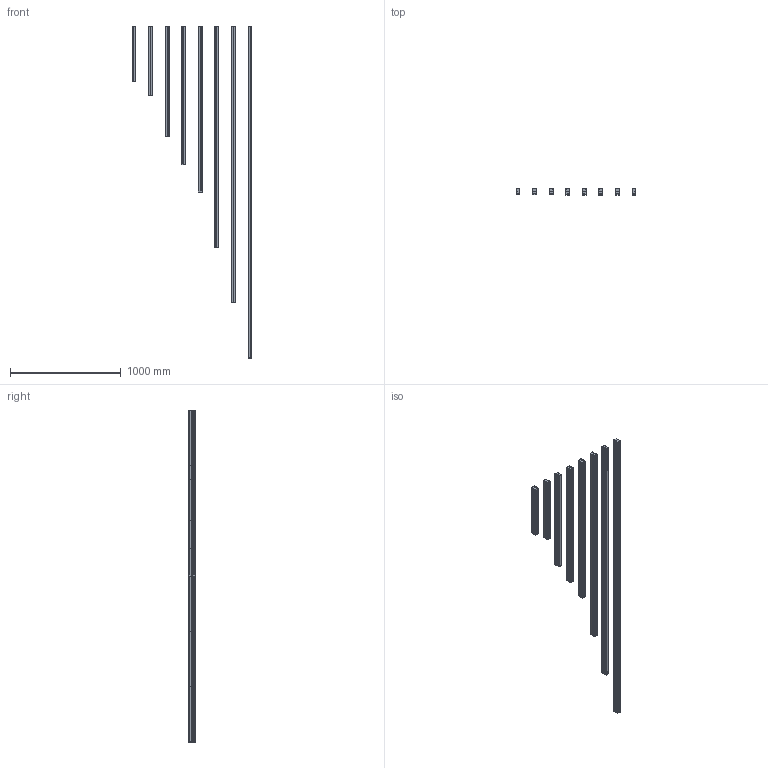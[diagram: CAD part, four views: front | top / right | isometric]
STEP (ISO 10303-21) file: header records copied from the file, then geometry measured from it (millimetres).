
FILE_DESCRIPTION (( 'STEP AP214' ), '1' );
FILE_NAME ('3556 Up_Down FULL MOD.STEP', '2020-07-06T13:13:17', ( '' ), ( '' ), 'SwSTEP 2.0', 'SolidWorks 2018', '' );
FILE_SCHEMA (( 'AUTOMOTIVE_DESIGN' ));
Length unit declared in the file: millimetre
Products named in the file (28): 3556_2500; COVER-35_2000; 3556 Up_Down ASSEMBLY_1000; 3556_2000; 3556 Up_Down FULL MOD; 3556 Up_Down ASSEMBLY_1500; hexa csunk flathd screw_iso_ISO 14581 M2x4x4-N; 3556 Up_Down ASSEMBLY_2000; 3556_1500; COVER-35_500; COVER-35_625; 3556 Up_Down ASSEMBLY_1250; COVER-35_1500; 3556 Up_Down ASSEMBLY_500; 3556_1250; COVER-35_1250; 3556_1000; 3556 Up_Down ASSEMBLY_625; COVER-35_1000; COVER-35_2500; 3556 Up_Down ASSEMBLY_2500; 3556_625; COVER-35_3000; 3556 Up_Down ASSEMBLY_3000; Çåðêàëüíî îòðàçèòü3556_CRV; 3556_500; 3556_3000; 3556_CRV
Assembly tree (72 placements, depth 3):
  3556 Up_Down FULL MOD
    3556 Up_Down ASSEMBLY_500
      3556_500
      hexa csunk flathd screw_iso_ISO 14581 M2x4x4-N  x4
      COVER-35_500
      3556_CRV
      Çåðêàëüíî îòðàçèòü3556_CRV
    3556 Up_Down ASSEMBLY_625
      3556_625
      hexa csunk flathd screw_iso_ISO 14581 M2x4x4-N  x4
      COVER-35_625
      3556_CRV
      Çåðêàëüíî îòðàçèòü3556_CRV
    3556 Up_Down ASSEMBLY_1000
      3556_1000
      hexa csunk flathd screw_iso_ISO 14581 M2x4x4-N  x4
      COVER-35_1000
      3556_CRV
      Çåðêàëüíî îòðàçèòü3556_CRV
    3556 Up_Down ASSEMBLY_1250
      3556_1250
      hexa csunk flathd screw_iso_ISO 14581 M2x4x4-N  x4
      COVER-35_1250
      3556_CRV
      Çåðêàëüíî îòðàçèòü3556_CRV
    3556 Up_Down ASSEMBLY_1500
      3556_1500
      hexa csunk flathd screw_iso_ISO 14581 M2x4x4-N  x4
      COVER-35_1500
      3556_CRV
      Çåðêàëüíî îòðàçèòü3556_CRV
    3556 Up_Down ASSEMBLY_2000
      3556_2000
      hexa csunk flathd screw_iso_ISO 14581 M2x4x4-N  x4
      COVER-35_2000
      3556_CRV
      Çåðêàëüíî îòðàçèòü3556_CRV
    3556 Up_Down ASSEMBLY_2500
      3556_2500
      hexa csunk flathd screw_iso_ISO 14581 M2x4x4-N  x4
      COVER-35_2500
      3556_CRV
      Çåðêàëüíî îòðàçèòü3556_CRV
    3556 Up_Down ASSEMBLY_3000
      3556_3000
      hexa csunk flathd screw_iso_ISO 14581 M2x4x4-N  x4
      COVER-35_3000
      3556_CRV
      Çåðêàëüíî îòðàçèòü3556_CRV
Bounding box: 1085 x 56 x 3003 mm (x, y, z)
Volume: 3767662.3 mm3; surface area: 5885793 mm2
Topology: 64 solids, 64 shells, 2112 faces, 5840 edges, 3856 vertices
Faces by surface type: cylinder 1048, plane 936, cone 128
Full cylindrical faces by diameter (mm): 2 x32, 2.1 x32, 3.8 x32
Entity records: 48170 total; most frequent: CARTESIAN_POINT 7964, DIRECTION 7722, ORIENTED_EDGE 7722, EDGE_CURVE 3861, LINE 2796, VECTOR 2796, VERTEX_POINT 2585, AXIS2_PLACEMENT_3D 2463
